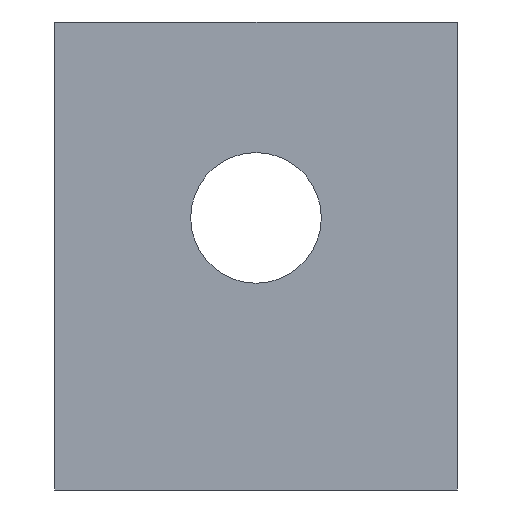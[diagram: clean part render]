
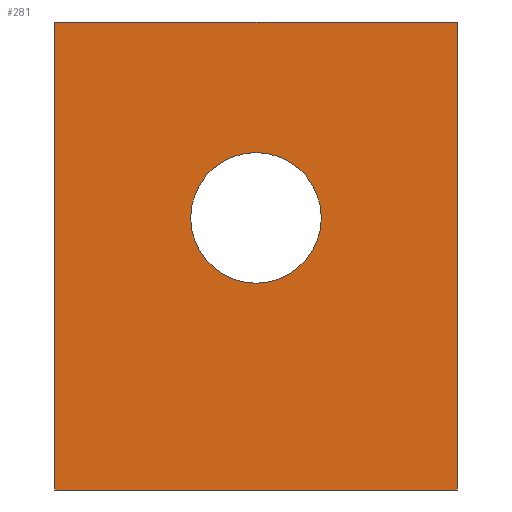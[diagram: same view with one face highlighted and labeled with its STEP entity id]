
A CAD part, left-side view. The second image highlights one B-rep face of the part: STEP entity #281.
In plain terms, the highlighted planar face has unit normal (-1, 0, 0).
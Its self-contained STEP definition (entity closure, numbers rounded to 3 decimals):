
#20=FACE_BOUND('',#64,.T.);
#30=PLANE('',#319);
#44=FACE_OUTER_BOUND('',#63,.T.);
#63=EDGE_LOOP('',(#242,#243,#244,#245));
#64=EDGE_LOOP('',(#246));
#81=LINE('',#437,#107);
#87=LINE('',#448,#113);
#92=LINE('',#463,#118);
#94=LINE('',#466,#120);
#107=VECTOR('',#362,10.);
#113=VECTOR('',#370,10.);
#118=VECTOR('',#385,10.);
#120=VECTOR('',#389,10.);
#132=CIRCLE('',#315,6.);
#146=VERTEX_POINT('',#434);
#147=VERTEX_POINT('',#436);
#151=VERTEX_POINT('',#446);
#152=VERTEX_POINT('',#450);
#156=VERTEX_POINT('',#462);
#175=EDGE_CURVE('',#146,#147,#81,.T.);
#181=EDGE_CURVE('',#146,#151,#87,.T.);
#182=EDGE_CURVE('',#152,#152,#132,.T.);
#188=EDGE_CURVE('',#156,#151,#92,.T.);
#190=EDGE_CURVE('',#147,#156,#94,.T.);
#242=ORIENTED_EDGE('',*,*,#175,.F.);
#243=ORIENTED_EDGE('',*,*,#181,.T.);
#244=ORIENTED_EDGE('',*,*,#188,.F.);
#245=ORIENTED_EDGE('',*,*,#190,.F.);
#246=ORIENTED_EDGE('',*,*,#182,.T.);
#281=ADVANCED_FACE('',(#44,#20),#30,.T.);
#315=AXIS2_PLACEMENT_3D('',#451,#373,#374);
#319=AXIS2_PLACEMENT_3D('',#465,#387,#388);
#362=DIRECTION('',(0.,1.,0.));
#370=DIRECTION('',(0.,0.,1.));
#373=DIRECTION('center_axis',(1.,0.,0.));
#374=DIRECTION('ref_axis',(0.,-1.,0.));
#385=DIRECTION('',(0.,-1.,0.));
#387=DIRECTION('center_axis',(-1.,0.,0.));
#388=DIRECTION('ref_axis',(0.,-1.,0.));
#389=DIRECTION('',(0.,0.,1.));
#434=CARTESIAN_POINT('',(0.,0.,0.));
#436=CARTESIAN_POINT('',(0.,37.,0.));
#437=CARTESIAN_POINT('',(0.,0.,0.));
#446=CARTESIAN_POINT('',(0.,0.,43.));
#448=CARTESIAN_POINT('',(0.,0.,0.));
#450=CARTESIAN_POINT('',(0.,24.5,25.));
#451=CARTESIAN_POINT('Origin',(0.,18.5,25.));
#462=CARTESIAN_POINT('',(0.,37.,43.));
#463=CARTESIAN_POINT('',(0.,37.,43.));
#465=CARTESIAN_POINT('Origin',(0.,37.,0.));
#466=CARTESIAN_POINT('',(0.,37.,0.));
